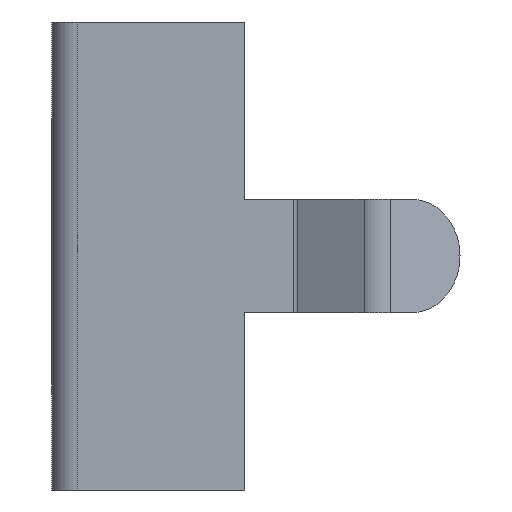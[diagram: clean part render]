
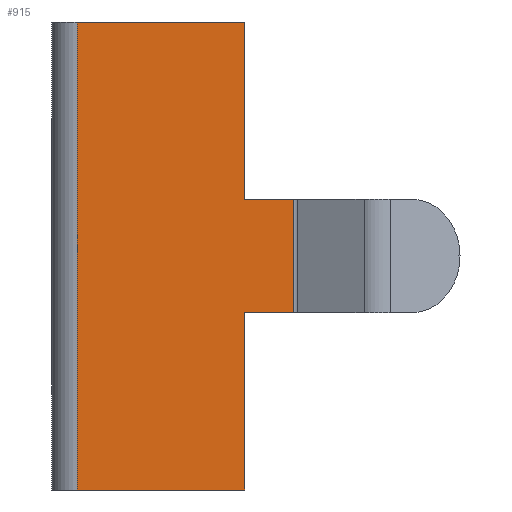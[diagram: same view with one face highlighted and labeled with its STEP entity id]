
A CAD part, left-side view. The second image highlights one B-rep face of the part: STEP entity #915.
In plain terms, the highlighted planar face has unit normal (-1, 0, 0).
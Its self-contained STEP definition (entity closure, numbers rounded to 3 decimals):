
#17 = ORIENTED_EDGE ( 'NONE', *, *, #1816, .F. ) ;
#24 = CARTESIAN_POINT ( 'NONE',  ( -6.6, 2.98, 3.24 ) ) ;
#29 = VECTOR ( 'NONE', #1097, 1000. ) ;
#80 = VERTEX_POINT ( 'NONE', #608 ) ;
#103 = PLANE ( 'NONE',  #826 ) ;
#133 = DIRECTION ( 'NONE',  ( 0., 0., -1. ) ) ;
#136 = VERTEX_POINT ( 'NONE', #2021 ) ;
#193 = DIRECTION ( 'NONE',  ( 0., -1., 0. ) ) ;
#280 = ORIENTED_EDGE ( 'NONE', *, *, #405, .F. ) ;
#335 = DIRECTION ( 'NONE',  ( 0., 1., 0. ) ) ;
#405 = EDGE_CURVE ( 'NONE', #1422, #136, #495, .T. ) ;
#455 = VERTEX_POINT ( 'NONE', #2269 ) ;
#495 = LINE ( 'NONE', #1247, #2321 ) ;
#518 = LINE ( 'NONE', #24, #29 ) ;
#524 = EDGE_CURVE ( 'NONE', #654, #1422, #1192, .T. ) ;
#608 = CARTESIAN_POINT ( 'NONE',  ( -6.6, 2.98, -3.24 ) ) ;
#626 = ORIENTED_EDGE ( 'NONE', *, *, #1175, .T. ) ;
#652 = EDGE_CURVE ( 'NONE', #136, #80, #1540, .T. ) ;
#654 = VERTEX_POINT ( 'NONE', #1476 ) ;
#661 = DIRECTION ( 'NONE',  ( 0., -1., 0. ) ) ;
#737 = LINE ( 'NONE', #1442, #2288 ) ;
#815 = VERTEX_POINT ( 'NONE', #1874 ) ;
#826 = AXIS2_PLACEMENT_3D ( 'NONE', #2109, #2271, #133 ) ;
#835 = ORIENTED_EDGE ( 'NONE', *, *, #1144, .F. ) ;
#885 = LINE ( 'NONE', #1029, #1862 ) ;
#915 = ADVANCED_FACE ( 'NONE', ( #1512 ), #103, .T. ) ;
#948 = CARTESIAN_POINT ( 'NONE',  ( -6.6, 2.98, 3.24 ) ) ;
#1029 = CARTESIAN_POINT ( 'NONE',  ( -6.6, 5.65, 0.785 ) ) ;
#1047 = VECTOR ( 'NONE', #193, 1000. ) ;
#1078 = VECTOR ( 'NONE', #2182, 1000. ) ;
#1085 = DIRECTION ( 'NONE',  ( 0., -1., 0. ) ) ;
#1097 = DIRECTION ( 'NONE',  ( 0., 0., -1. ) ) ;
#1113 = CARTESIAN_POINT ( 'NONE',  ( -6.6, 5.65, -3.24 ) ) ;
#1144 = EDGE_CURVE ( 'NONE', #815, #2195, #1326, .T. ) ;
#1175 = EDGE_CURVE ( 'NONE', #455, #80, #2008, .T. ) ;
#1192 = LINE ( 'NONE', #1623, #2061 ) ;
#1247 = CARTESIAN_POINT ( 'NONE',  ( -6.6, 5.65, -0.785 ) ) ;
#1326 = LINE ( 'NONE', #1466, #2058 ) ;
#1367 = VERTEX_POINT ( 'NONE', #1498 ) ;
#1422 = VERTEX_POINT ( 'NONE', #2034 ) ;
#1425 = EDGE_LOOP ( 'NONE', ( #17, #835, #2174, #626, #2183, #280, #2241, #1712 ) ) ;
#1442 = CARTESIAN_POINT ( 'NONE',  ( -6.6, 5.3, 3.24 ) ) ;
#1466 = CARTESIAN_POINT ( 'NONE',  ( -6.6, 5.65, 3.24 ) ) ;
#1476 = CARTESIAN_POINT ( 'NONE',  ( -6.6, 2.3, 0.785 ) ) ;
#1498 = CARTESIAN_POINT ( 'NONE',  ( -6.6, 2.98, 0.785 ) ) ;
#1512 = FACE_OUTER_BOUND ( 'NONE', #1425, .T. ) ;
#1540 = LINE ( 'NONE', #948, #1078 ) ;
#1606 = CARTESIAN_POINT ( 'NONE',  ( -6.6, 2.98, 3.24 ) ) ;
#1623 = CARTESIAN_POINT ( 'NONE',  ( -6.6, 2.3, 3.24 ) ) ;
#1662 = EDGE_CURVE ( 'NONE', #1367, #654, #885, .T. ) ;
#1712 = ORIENTED_EDGE ( 'NONE', *, *, #1662, .F. ) ;
#1754 = EDGE_CURVE ( 'NONE', #815, #455, #737, .T. ) ;
#1797 = DIRECTION ( 'NONE',  ( 0., 0., -1. ) ) ;
#1816 = EDGE_CURVE ( 'NONE', #2195, #1367, #518, .T. ) ;
#1862 = VECTOR ( 'NONE', #661, 1000. ) ;
#1874 = CARTESIAN_POINT ( 'NONE',  ( -6.6, 5.3, 3.24 ) ) ;
#1964 = DIRECTION ( 'NONE',  ( 0., 0., -1. ) ) ;
#2008 = LINE ( 'NONE', #1113, #1047 ) ;
#2021 = CARTESIAN_POINT ( 'NONE',  ( -6.6, 2.98, -0.785 ) ) ;
#2034 = CARTESIAN_POINT ( 'NONE',  ( -6.6, 2.3, -0.785 ) ) ;
#2058 = VECTOR ( 'NONE', #1085, 1000. ) ;
#2061 = VECTOR ( 'NONE', #1797, 1000. ) ;
#2109 = CARTESIAN_POINT ( 'NONE',  ( -6.6, 5.65, 3.24 ) ) ;
#2174 = ORIENTED_EDGE ( 'NONE', *, *, #1754, .T. ) ;
#2182 = DIRECTION ( 'NONE',  ( 0., 0., -1. ) ) ;
#2183 = ORIENTED_EDGE ( 'NONE', *, *, #652, .F. ) ;
#2195 = VERTEX_POINT ( 'NONE', #1606 ) ;
#2241 = ORIENTED_EDGE ( 'NONE', *, *, #524, .F. ) ;
#2269 = CARTESIAN_POINT ( 'NONE',  ( -6.6, 5.3, -3.24 ) ) ;
#2271 = DIRECTION ( 'NONE',  ( -1., 0., 0. ) ) ;
#2288 = VECTOR ( 'NONE', #1964, 1000. ) ;
#2321 = VECTOR ( 'NONE', #335, 1000. ) ;
